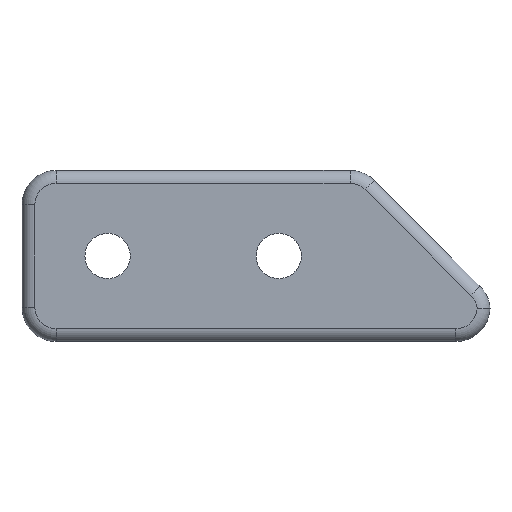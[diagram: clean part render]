
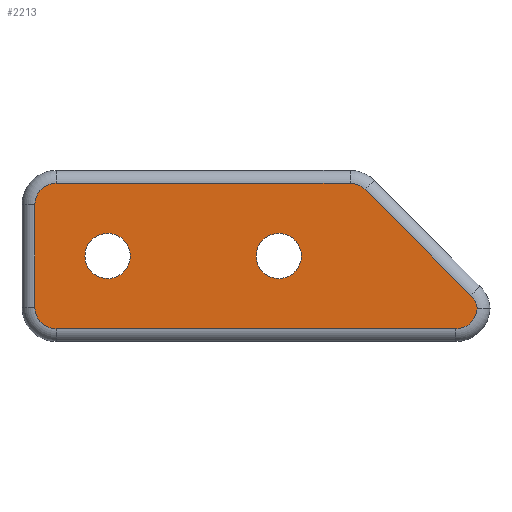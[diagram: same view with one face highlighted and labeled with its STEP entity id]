
A CAD part, front view. The second image highlights one B-rep face of the part: STEP entity #2213.
In plain terms, the highlighted planar face has unit normal (0, -1, 0).
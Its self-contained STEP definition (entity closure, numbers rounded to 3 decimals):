
#17 = ORIENTED_EDGE ( 'NONE', *, *, #1098, .T. ) ;
#21 = CARTESIAN_POINT ( 'NONE',  ( -40., 38.5, -31.5 ) ) ;
#41 = CARTESIAN_POINT ( 'NONE',  ( -46., 38.5, -48.5 ) ) ;
#60 = CIRCLE ( 'NONE', #865, 2.5 ) ;
#109 = EDGE_CURVE ( 'NONE', #949, #3132, #1168, .T. ) ;
#234 = CIRCLE ( 'NONE', #3212, 2.5 ) ;
#235 = ORIENTED_EDGE ( 'NONE', *, *, #2760, .T. ) ;
#243 = EDGE_CURVE ( 'NONE', #283, #3054, #2637, .T. ) ;
#246 = VERTEX_POINT ( 'NONE', #2407 ) ;
#283 = VERTEX_POINT ( 'NONE', #1783 ) ;
#313 = DIRECTION ( 'NONE',  ( 0., 0., -1. ) ) ;
#366 = CARTESIAN_POINT ( 'NONE',  ( -17.35, 38.5, -40. ) ) ;
#388 = CIRCLE ( 'NONE', #2583, 2.65 ) ;
#436 = CARTESIAN_POINT ( 'NONE',  ( -22.65, 38.5, -40. ) ) ;
#444 = VERTEX_POINT ( 'NONE', #41 ) ;
#468 = CARTESIAN_POINT ( 'NONE',  ( -40., 38.5, -40. ) ) ;
#473 = VECTOR ( 'NONE', #1306, 1000. ) ;
#528 = AXIS2_PLACEMENT_3D ( 'NONE', #3082, #591, #633 ) ;
#539 = CARTESIAN_POINT ( 'NONE',  ( -48.5, 38.5, -40. ) ) ;
#574 = LINE ( 'NONE', #539, #2253 ) ;
#576 = EDGE_CURVE ( 'NONE', #246, #444, #234, .T. ) ;
#591 = DIRECTION ( 'NONE',  ( 0., -1., 0. ) ) ;
#593 = VECTOR ( 'NONE', #2456, 1000. ) ;
#627 = DIRECTION ( 'NONE',  ( 0., 0., 1. ) ) ;
#633 = DIRECTION ( 'NONE',  ( -1., 0., 0. ) ) ;
#672 = AXIS2_PLACEMENT_3D ( 'NONE', #3318, #1179, #627 ) ;
#679 = EDGE_CURVE ( 'NONE', #1177, #3057, #60, .T. ) ;
#680 = DIRECTION ( 'NONE',  ( 0., -1., 0. ) ) ;
#748 = FACE_BOUND ( 'NONE', #2374, .T. ) ;
#787 = DIRECTION ( 'NONE',  ( 0., -1., 0. ) ) ;
#861 = VERTEX_POINT ( 'NONE', #1785 ) ;
#865 = AXIS2_PLACEMENT_3D ( 'NONE', #3459, #2125, #2108 ) ;
#878 = ORIENTED_EDGE ( 'NONE', *, *, #3545, .F. ) ;
#893 = ORIENTED_EDGE ( 'NONE', *, *, #243, .T. ) ;
#907 = DIRECTION ( 'NONE',  ( 0., 0., 1. ) ) ;
#916 = VERTEX_POINT ( 'NONE', #1170 ) ;
#929 = DIRECTION ( 'NONE',  ( 0., -1., 0. ) ) ;
#931 = CARTESIAN_POINT ( 'NONE',  ( -40., 38.5, -40. ) ) ;
#949 = VERTEX_POINT ( 'NONE', #436 ) ;
#979 = CARTESIAN_POINT ( 'NONE',  ( -46., 38.5, -31.5 ) ) ;
#1004 = CARTESIAN_POINT ( 'NONE',  ( -21.061, 38.5, -21.061 ) ) ;
#1027 = AXIS2_PLACEMENT_3D ( 'NONE', #931, #2281, #1226 ) ;
#1048 = ORIENTED_EDGE ( 'NONE', *, *, #109, .F. ) ;
#1052 = DIRECTION ( 'NONE',  ( -1., 0., 0. ) ) ;
#1098 = EDGE_CURVE ( 'NONE', #444, #861, #1354, .T. ) ;
#1103 = CIRCLE ( 'NONE', #1622, 2.65 ) ;
#1156 = CARTESIAN_POINT ( 'NONE',  ( -40., 38.5, -40. ) ) ;
#1168 = CIRCLE ( 'NONE', #528, 2.65 ) ;
#1170 = CARTESIAN_POINT ( 'NONE',  ( -42.65, 38.5, -40. ) ) ;
#1177 = VERTEX_POINT ( 'NONE', #979 ) ;
#1179 = DIRECTION ( 'NONE',  ( 0., -1., 0. ) ) ;
#1226 = DIRECTION ( 'NONE',  ( -1., 0., 0. ) ) ;
#1261 = EDGE_CURVE ( 'NONE', #3054, #3041, #2971, .T. ) ;
#1306 = DIRECTION ( 'NONE',  ( -0.707, 0., 0.707 ) ) ;
#1333 = ORIENTED_EDGE ( 'NONE', *, *, #1261, .T. ) ;
#1354 = LINE ( 'NONE', #1684, #593 ) ;
#1433 = VECTOR ( 'NONE', #1935, 1000. ) ;
#1436 = CIRCLE ( 'NONE', #2417, 2.5 ) ;
#1569 = VERTEX_POINT ( 'NONE', #3462 ) ;
#1614 = FACE_BOUND ( 'NONE', #3439, .T. ) ;
#1619 = DIRECTION ( 'NONE',  ( 0., 0., 1. ) ) ;
#1622 = AXIS2_PLACEMENT_3D ( 'NONE', #2635, #680, #2829 ) ;
#1684 = CARTESIAN_POINT ( 'NONE',  ( -40., 38.5, -48.5 ) ) ;
#1686 = ORIENTED_EDGE ( 'NONE', *, *, #576, .T. ) ;
#1729 = EDGE_CURVE ( 'NONE', #3057, #246, #574, .T. ) ;
#1783 = CARTESIAN_POINT ( 'NONE',  ( 2.468, 38.5, -44.589 ) ) ;
#1785 = CARTESIAN_POINT ( 'NONE',  ( 0.7, 38.5, -48.5 ) ) ;
#1935 = DIRECTION ( 'NONE',  ( -1., 0., 0. ) ) ;
#1994 = AXIS2_PLACEMENT_3D ( 'NONE', #468, #3479, #1052 ) ;
#2063 = CARTESIAN_POINT ( 'NONE',  ( 0.7, 38.5, -46.357 ) ) ;
#2069 = CARTESIAN_POINT ( 'NONE',  ( -46., 38.5, -46. ) ) ;
#2093 = VERTEX_POINT ( 'NONE', #2404 ) ;
#2108 = DIRECTION ( 'NONE',  ( 0., 0., 1. ) ) ;
#2125 = DIRECTION ( 'NONE',  ( 0., -1., 0. ) ) ;
#2133 = AXIS2_PLACEMENT_3D ( 'NONE', #2957, #787, #1619 ) ;
#2166 = ORIENTED_EDGE ( 'NONE', *, *, #2960, .F. ) ;
#2190 = ORIENTED_EDGE ( 'NONE', *, *, #3020, .T. ) ;
#2206 = DIRECTION ( 'NONE',  ( 0., -1., 0. ) ) ;
#2213 = ADVANCED_FACE ( 'NONE', ( #2438, #748, #1614 ), #3224, .F. ) ;
#2253 = VECTOR ( 'NONE', #313, 1000. ) ;
#2281 = DIRECTION ( 'NONE',  ( 0., -1., 0. ) ) ;
#2374 = EDGE_LOOP ( 'NONE', ( #1048, #878 ) ) ;
#2388 = EDGE_CURVE ( 'NONE', #2093, #916, #3415, .T. ) ;
#2404 = CARTESIAN_POINT ( 'NONE',  ( -37.35, 38.5, -40. ) ) ;
#2407 = CARTESIAN_POINT ( 'NONE',  ( -48.5, 38.5, -46. ) ) ;
#2417 = AXIS2_PLACEMENT_3D ( 'NONE', #2063, #3391, #3117 ) ;
#2438 = FACE_OUTER_BOUND ( 'NONE', #2521, .T. ) ;
#2456 = DIRECTION ( 'NONE',  ( 1., 0., 0. ) ) ;
#2493 = LINE ( 'NONE', #21, #1433 ) ;
#2521 = EDGE_LOOP ( 'NONE', ( #235, #2945, #893, #1333, #2190, #3277, #2649, #1686, #17 ) ) ;
#2540 = CARTESIAN_POINT ( 'NONE',  ( -48.5, 38.5, -34. ) ) ;
#2583 = AXIS2_PLACEMENT_3D ( 'NONE', #1156, #2206, #2798 ) ;
#2635 = CARTESIAN_POINT ( 'NONE',  ( -20., 38.5, -40. ) ) ;
#2637 = LINE ( 'NONE', #1004, #473 ) ;
#2649 = ORIENTED_EDGE ( 'NONE', *, *, #1729, .T. ) ;
#2760 = EDGE_CURVE ( 'NONE', #861, #1569, #2965, .T. ) ;
#2798 = DIRECTION ( 'NONE',  ( -1., 0., 0. ) ) ;
#2829 = DIRECTION ( 'NONE',  ( -1., 0., 0. ) ) ;
#2945 = ORIENTED_EDGE ( 'NONE', *, *, #3313, .T. ) ;
#2957 = CARTESIAN_POINT ( 'NONE',  ( -11.657, 38.5, -34. ) ) ;
#2960 = EDGE_CURVE ( 'NONE', #916, #2093, #388, .T. ) ;
#2965 = CIRCLE ( 'NONE', #672, 2.5 ) ;
#2971 = CIRCLE ( 'NONE', #2133, 2.5 ) ;
#3020 = EDGE_CURVE ( 'NONE', #3041, #1177, #2493, .T. ) ;
#3041 = VERTEX_POINT ( 'NONE', #3332 ) ;
#3054 = VERTEX_POINT ( 'NONE', #3056 ) ;
#3056 = CARTESIAN_POINT ( 'NONE',  ( -9.889, 38.5, -32.232 ) ) ;
#3057 = VERTEX_POINT ( 'NONE', #2540 ) ;
#3082 = CARTESIAN_POINT ( 'NONE',  ( -20., 38.5, -40. ) ) ;
#3117 = DIRECTION ( 'NONE',  ( 0., 0., 1. ) ) ;
#3132 = VERTEX_POINT ( 'NONE', #366 ) ;
#3212 = AXIS2_PLACEMENT_3D ( 'NONE', #2069, #929, #907 ) ;
#3224 = PLANE ( 'NONE',  #1994 ) ;
#3277 = ORIENTED_EDGE ( 'NONE', *, *, #679, .T. ) ;
#3313 = EDGE_CURVE ( 'NONE', #1569, #283, #1436, .T. ) ;
#3318 = CARTESIAN_POINT ( 'NONE',  ( 0.7, 38.5, -46. ) ) ;
#3332 = CARTESIAN_POINT ( 'NONE',  ( -11.657, 38.5, -31.5 ) ) ;
#3391 = DIRECTION ( 'NONE',  ( 0., -1., 0. ) ) ;
#3410 = ORIENTED_EDGE ( 'NONE', *, *, #2388, .F. ) ;
#3415 = CIRCLE ( 'NONE', #1027, 2.65 ) ;
#3439 = EDGE_LOOP ( 'NONE', ( #2166, #3410 ) ) ;
#3459 = CARTESIAN_POINT ( 'NONE',  ( -46., 38.5, -34. ) ) ;
#3462 = CARTESIAN_POINT ( 'NONE',  ( 3.194, 38.5, -46.178 ) ) ;
#3479 = DIRECTION ( 'NONE',  ( 0., 1., 0. ) ) ;
#3545 = EDGE_CURVE ( 'NONE', #3132, #949, #1103, .T. ) ;
